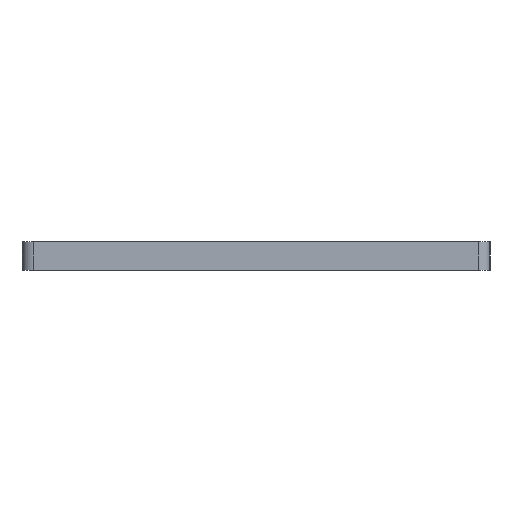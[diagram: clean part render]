
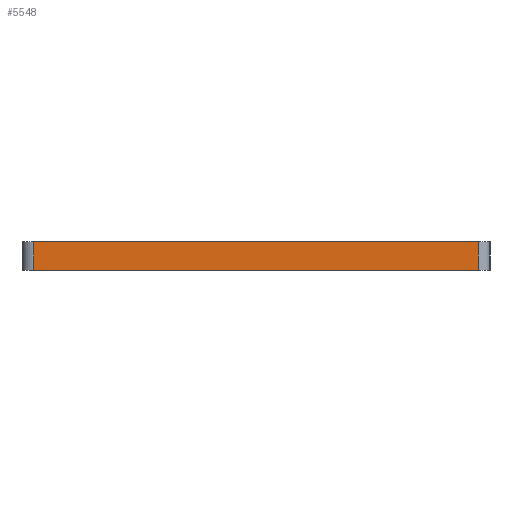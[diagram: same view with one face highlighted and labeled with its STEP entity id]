
A CAD part, left-side view. The second image highlights one B-rep face of the part: STEP entity #5548.
In plain terms, the highlighted planar face has unit normal (-1, 0, 0).
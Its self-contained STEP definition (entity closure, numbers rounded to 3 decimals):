
#1881 = PLANE('',#1882);
#1882 = AXIS2_PLACEMENT_3D('',#1883,#1884,#1885);
#1883 = CARTESIAN_POINT('',(175.,100.,0.));
#1884 = DIRECTION('',(0.,0.,1.));
#1885 = DIRECTION('',(1.,0.,0.));
#2771 = VERTEX_POINT('',#2772);
#2772 = CARTESIAN_POINT('',(0.,195.,0.));
#2787 = CYLINDRICAL_SURFACE('',#2788,5.);
#2788 = AXIS2_PLACEMENT_3D('',#2789,#2790,#2791);
#2789 = CARTESIAN_POINT('',(5.,195.,0.));
#2790 = DIRECTION('',(0.,0.,1.));
#2791 = DIRECTION('',(0.,1.,0.));
#2799 = EDGE_CURVE('',#2771,#2800,#2802,.T.);
#2800 = VERTEX_POINT('',#2801);
#2801 = CARTESIAN_POINT('',(0.,5.,0.));
#2802 = SURFACE_CURVE('',#2803,(#2807,#2814),.PCURVE_S1.);
#2803 = LINE('',#2804,#2805);
#2804 = CARTESIAN_POINT('',(0.,200.,0.));
#2805 = VECTOR('',#2806,1.);
#2806 = DIRECTION('',(0.,-1.,0.));
#2807 = PCURVE('',#1881,#2808);
#2808 = DEFINITIONAL_REPRESENTATION('',(#2809),#2813);
#2809 = LINE('',#2810,#2811);
#2810 = CARTESIAN_POINT('',(-175.,100.));
#2811 = VECTOR('',#2812,1.);
#2812 = DIRECTION('',(0.,-1.));
#2813 = ( GEOMETRIC_REPRESENTATION_CONTEXT(2) 
PARAMETRIC_REPRESENTATION_CONTEXT() REPRESENTATION_CONTEXT('2D SPACE',''
  ) );
#2814 = PCURVE('',#2815,#2820);
#2815 = PLANE('',#2816);
#2816 = AXIS2_PLACEMENT_3D('',#2817,#2818,#2819);
#2817 = CARTESIAN_POINT('',(0.,200.,0.));
#2818 = DIRECTION('',(1.,0.,0.));
#2819 = DIRECTION('',(0.,-1.,0.));
#2820 = DEFINITIONAL_REPRESENTATION('',(#2821),#2825);
#2821 = LINE('',#2822,#2823);
#2822 = CARTESIAN_POINT('',(0.,0.));
#2823 = VECTOR('',#2824,1.);
#2824 = DIRECTION('',(1.,0.));
#2825 = ( GEOMETRIC_REPRESENTATION_CONTEXT(2) 
PARAMETRIC_REPRESENTATION_CONTEXT() REPRESENTATION_CONTEXT('2D SPACE',''
  ) );
#2846 = CYLINDRICAL_SURFACE('',#2847,5.);
#2847 = AXIS2_PLACEMENT_3D('',#2848,#2849,#2850);
#2848 = CARTESIAN_POINT('',(5.,5.,0.));
#2849 = DIRECTION('',(0.,0.,1.));
#2850 = DIRECTION('',(0.,-1.,0.));
#5167 = PLANE('',#5168);
#5168 = AXIS2_PLACEMENT_3D('',#5169,#5170,#5171);
#5169 = CARTESIAN_POINT('',(175.,100.,12.));
#5170 = DIRECTION('',(0.,0.,1.));
#5171 = DIRECTION('',(1.,0.,0.));
#5449 = EDGE_CURVE('',#2800,#5450,#5452,.T.);
#5450 = VERTEX_POINT('',#5451);
#5451 = CARTESIAN_POINT('',(0.,5.,12.));
#5452 = SURFACE_CURVE('',#5453,(#5457,#5464),.PCURVE_S1.);
#5453 = LINE('',#5454,#5455);
#5454 = CARTESIAN_POINT('',(0.,5.,0.));
#5455 = VECTOR('',#5456,1.);
#5456 = DIRECTION('',(0.,0.,1.));
#5457 = PCURVE('',#2846,#5458);
#5458 = DEFINITIONAL_REPRESENTATION('',(#5459),#5463);
#5459 = LINE('',#5460,#5461);
#5460 = CARTESIAN_POINT('',(-1.571,0.));
#5461 = VECTOR('',#5462,1.);
#5462 = DIRECTION('',(-0.,1.));
#5463 = ( GEOMETRIC_REPRESENTATION_CONTEXT(2) 
PARAMETRIC_REPRESENTATION_CONTEXT() REPRESENTATION_CONTEXT('2D SPACE',''
  ) );
#5464 = PCURVE('',#2815,#5465);
#5465 = DEFINITIONAL_REPRESENTATION('',(#5466),#5470);
#5466 = LINE('',#5467,#5468);
#5467 = CARTESIAN_POINT('',(195.,0.));
#5468 = VECTOR('',#5469,1.);
#5469 = DIRECTION('',(0.,-1.));
#5470 = ( GEOMETRIC_REPRESENTATION_CONTEXT(2) 
PARAMETRIC_REPRESENTATION_CONTEXT() REPRESENTATION_CONTEXT('2D SPACE',''
  ) );
#5548 = ADVANCED_FACE('',(#5549),#2815,.F.);
#5549 = FACE_BOUND('',#5550,.F.);
#5550 = EDGE_LOOP('',(#5551,#5552,#5575,#5596));
#5551 = ORIENTED_EDGE('',*,*,#2799,.F.);
#5552 = ORIENTED_EDGE('',*,*,#5553,.T.);
#5553 = EDGE_CURVE('',#2771,#5554,#5556,.T.);
#5554 = VERTEX_POINT('',#5555);
#5555 = CARTESIAN_POINT('',(0.,195.,12.));
#5556 = SURFACE_CURVE('',#5557,(#5561,#5568),.PCURVE_S1.);
#5557 = LINE('',#5558,#5559);
#5558 = CARTESIAN_POINT('',(0.,195.,0.));
#5559 = VECTOR('',#5560,1.);
#5560 = DIRECTION('',(0.,0.,1.));
#5561 = PCURVE('',#2815,#5562);
#5562 = DEFINITIONAL_REPRESENTATION('',(#5563),#5567);
#5563 = LINE('',#5564,#5565);
#5564 = CARTESIAN_POINT('',(5.,0.));
#5565 = VECTOR('',#5566,1.);
#5566 = DIRECTION('',(0.,-1.));
#5567 = ( GEOMETRIC_REPRESENTATION_CONTEXT(2) 
PARAMETRIC_REPRESENTATION_CONTEXT() REPRESENTATION_CONTEXT('2D SPACE',''
  ) );
#5568 = PCURVE('',#2787,#5569);
#5569 = DEFINITIONAL_REPRESENTATION('',(#5570),#5574);
#5570 = LINE('',#5571,#5572);
#5571 = CARTESIAN_POINT('',(1.571,0.));
#5572 = VECTOR('',#5573,1.);
#5573 = DIRECTION('',(0.,1.));
#5574 = ( GEOMETRIC_REPRESENTATION_CONTEXT(2) 
PARAMETRIC_REPRESENTATION_CONTEXT() REPRESENTATION_CONTEXT('2D SPACE',''
  ) );
#5575 = ORIENTED_EDGE('',*,*,#5576,.T.);
#5576 = EDGE_CURVE('',#5554,#5450,#5577,.T.);
#5577 = SURFACE_CURVE('',#5578,(#5582,#5589),.PCURVE_S1.);
#5578 = LINE('',#5579,#5580);
#5579 = CARTESIAN_POINT('',(0.,200.,12.));
#5580 = VECTOR('',#5581,1.);
#5581 = DIRECTION('',(0.,-1.,0.));
#5582 = PCURVE('',#2815,#5583);
#5583 = DEFINITIONAL_REPRESENTATION('',(#5584),#5588);
#5584 = LINE('',#5585,#5586);
#5585 = CARTESIAN_POINT('',(0.,-12.));
#5586 = VECTOR('',#5587,1.);
#5587 = DIRECTION('',(1.,0.));
#5588 = ( GEOMETRIC_REPRESENTATION_CONTEXT(2) 
PARAMETRIC_REPRESENTATION_CONTEXT() REPRESENTATION_CONTEXT('2D SPACE',''
  ) );
#5589 = PCURVE('',#5167,#5590);
#5590 = DEFINITIONAL_REPRESENTATION('',(#5591),#5595);
#5591 = LINE('',#5592,#5593);
#5592 = CARTESIAN_POINT('',(-175.,100.));
#5593 = VECTOR('',#5594,1.);
#5594 = DIRECTION('',(0.,-1.));
#5595 = ( GEOMETRIC_REPRESENTATION_CONTEXT(2) 
PARAMETRIC_REPRESENTATION_CONTEXT() REPRESENTATION_CONTEXT('2D SPACE',''
  ) );
#5596 = ORIENTED_EDGE('',*,*,#5449,.F.);
